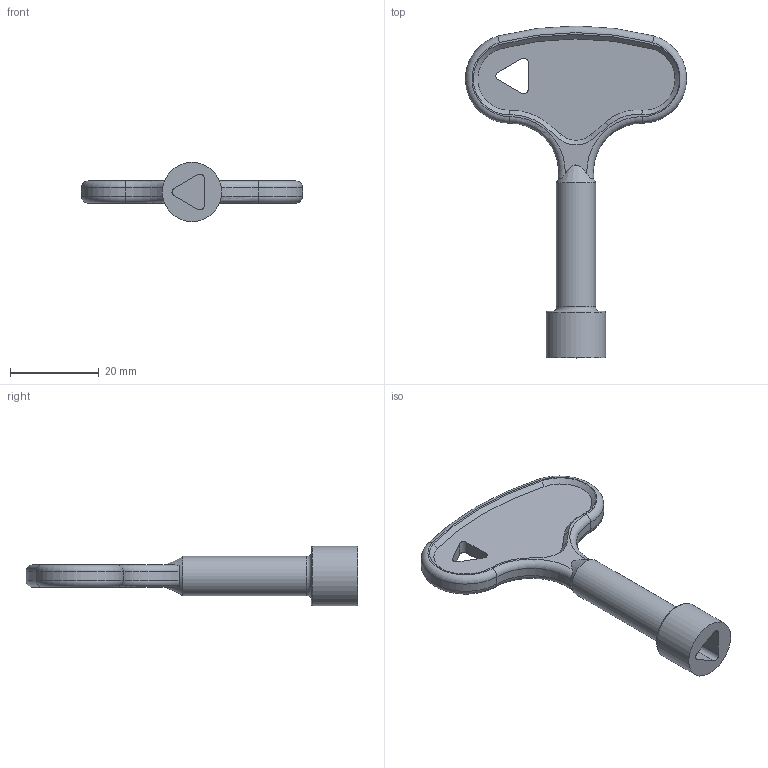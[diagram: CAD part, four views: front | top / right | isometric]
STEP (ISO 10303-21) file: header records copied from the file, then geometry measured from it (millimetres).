
FILE_DESCRIPTION( ( 'STEP AP214' ), '1' );
FILE_NAME( 'SK1-LGS001-28.stp', '2024-01-16T06:29:11', ( 'License CC BY-ND 4.0' ), ( 'CADENAS' ), ' ', 'PARTsolutions', ' ' );
FILE_SCHEMA( ( 'AUTOMOTIVE_DESIGN { 1 0 10303 214 1 1 1 1 }' ) );
Length unit declared in the file: millimetre
Products named in the file (1): _SK1-LGS001-28
Bounding box: 49.84 x 74.83 x 13.37 mm (x, y, z)
Volume: 6711.4 mm3; surface area: 4513 mm2
Topology: 1 solids, 1 shells, 59 faces, 148 edges, 95 vertices
Faces by surface type: plane 21, cone 13, cylinder 13, torus 12
Full cylindrical faces by diameter (mm): 8.872 x1, 13.372 x1
Entity records: 2390 total; most frequent: CARTESIAN_POINT 508, DIRECTION 300, ORIENTED_EDGE 284, EDGE_CURVE 142, AXIS2_PLACEMENT_3D 130, VERTEX_POINT 94, EDGE_LOOP 70, CIRCLE 70
